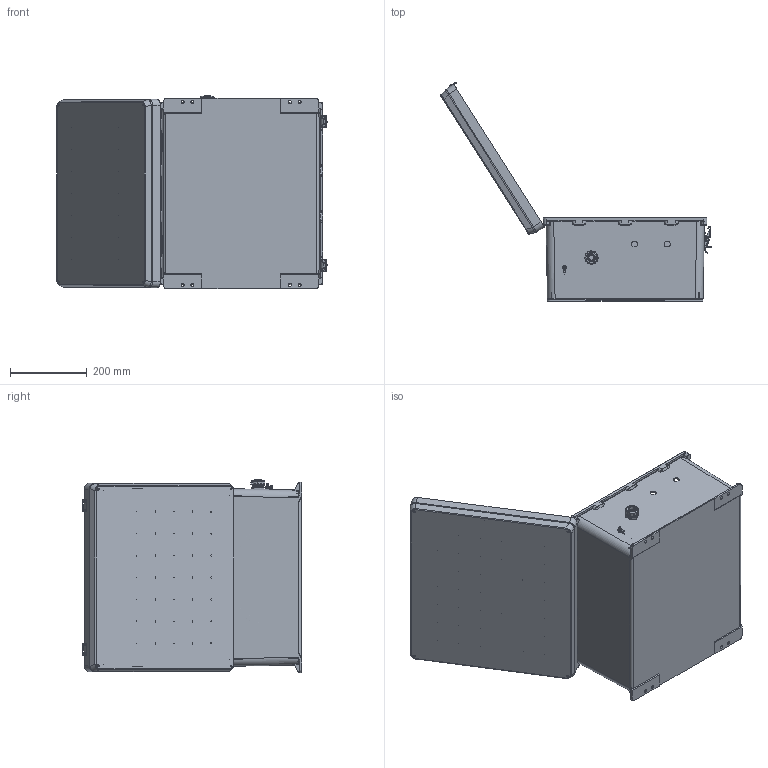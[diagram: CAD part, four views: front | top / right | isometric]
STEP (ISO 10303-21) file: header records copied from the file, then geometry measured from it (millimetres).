
FILE_DESCRIPTION (( 'STEP AP214' ), '1' );
FILE_NAME ('NB181608-02_3D.step', '2025-10-06T15:07:40', ( '' ), ( '' ), 'SwSTEP 2.0', 'SolidWorks 2025', '' );
FILE_SCHEMA (( 'AUTOMOTIVE_DESIGN' ));
Length unit declared in the file: inch
Products named in the file (14): XC-0003; NB181608-DoorClasp-1; XFW-0002; NB181608-Lid; XFS-0026; XCT-0005; NB181608-DoorClasp-2; XCT-0011; NB181608-Box; XCT-0010; NB181608-02_3D; NB181608-Hinge; NEMA_18_GroundWire; XFN-0003
Assembly tree (17 placements, depth 2):
  NB181608-02_3D
    NB181608-Box
    NB181608-Hinge  x2
    NB181608-Lid
    NB181608-DoorClasp-1  x2
    NB181608-DoorClasp-2  x2
    XCT-0011
    XCT-0010
    XFN-0003  x2
    XC-0003
    XCT-0005
    XFW-0002
    XFS-0026
    NEMA_18_GroundWire
Bounding box: 703.32 x 571.16 x 502.84 mm (x, y, z)
Volume: 3105395.3 mm3; surface area: 1815030.2 mm2
Topology: 23 solids, 24 shells, 2471 faces, 6425 edges, 3983 vertices
Faces by surface type: cylinder 917, plane 845, cone 341, torus 198, bspline 170
Entity records: 68672 total; most frequent: CARTESIAN_POINT 21803, ORIENTED_EDGE 9970, DIRECTION 9518, EDGE_CURVE 4985, AXIS2_PLACEMENT_3D 3537, VERTEX_POINT 3100, LINE 2444, VECTOR 2444
